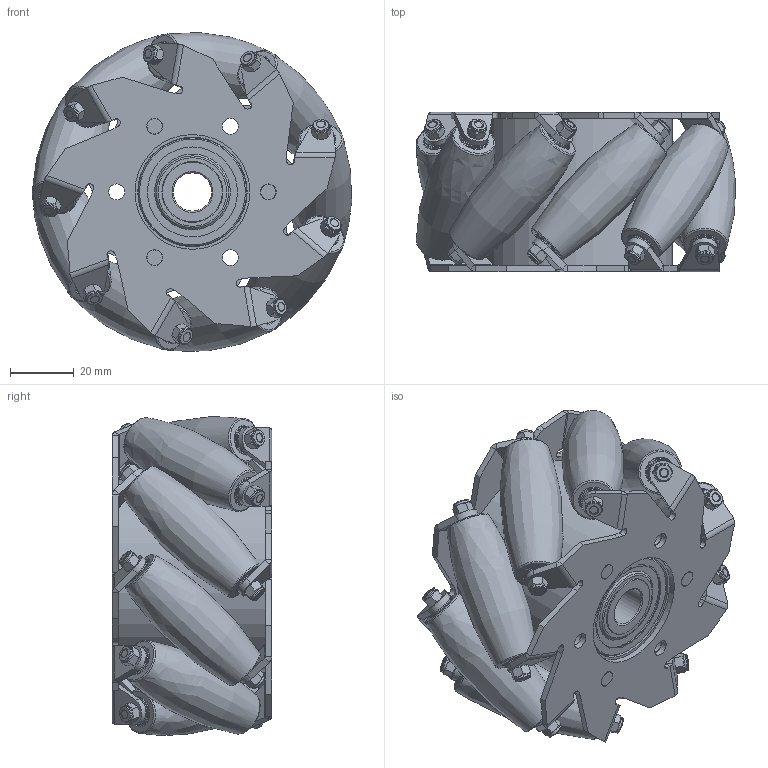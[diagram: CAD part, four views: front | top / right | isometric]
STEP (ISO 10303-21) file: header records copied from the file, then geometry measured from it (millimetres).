
FILE_DESCRIPTION( ( '' ), ' ' );
FILE_NAME( '5e04221aabf68d14a84e92f2.step', '2019-12-26T02:59:38', ( '' ), ( '' ), ' ', ' ', ' ' );
FILE_SCHEMA( ( 'AUTOMOTIVE_DESIGN { 1 0 10303 214 1 1 1 1 }' ) );
Length unit declared in the file: metre
Products named in the file (10): Nexus 100mm mecanum wheel <1>; BM1; BM8; PRT0002; BM7; BM9; BM6; Assem1; 1601-1032-0012; Part 1
Assembly tree (78 placements, depth 3):
  Assem1
    1601-1032-0012  x2
    Part 1
    Nexus 100mm mecanum wheel <1>
      BM1  x9
      BM8  x18
      PRT0002  x9
      BM7  x18
      BM9  x18
      BM6  x2
Bounding box: 100.09 x 50 x 99.95 mm (x, y, z)
Volume: 220813.8 mm3; surface area: 98994.9 mm2
Topology: 77 solids, 77 shells, 1250 faces, 2783 edges, 1759 vertices
Faces by surface type: plane 500, cone 314, cylinder 301, extrusion 60, bspline 36, torus 30, revolution 9
Full cylindrical faces by diameter (mm): 2.5 x18, 3 x18, 3.1 x36, 4 x27, 4.8 x3, 5 x12, 5.2 x21, 5.3 x3, 5.5 x9, 8 x18, 9 x36, 12 x2, 18.75 x4, 19.1 x4, 28.2 x4, 29 x4, 32 x2, 32.3 x1, 34 x2, 34.3 x2, 36 x2, 60 x1
Entity records: 13235 total; most frequent: CARTESIAN_POINT 2866, DIRECTION 1454, ORIENTED_EDGE 1424, EDGE_CURVE 712, AXIS2_PLACEMENT_3D 515, EDGE_LOOP 497, VERTEX_POINT 493, VECTOR 423
